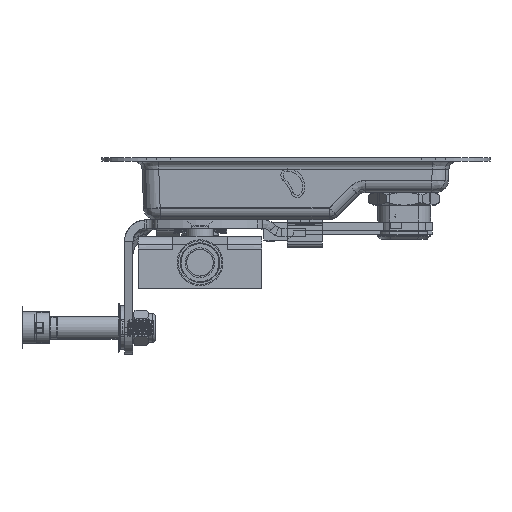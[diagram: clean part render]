
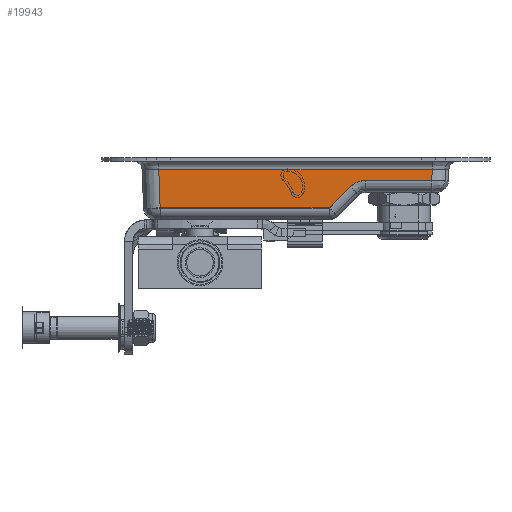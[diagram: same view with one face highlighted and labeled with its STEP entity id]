
A CAD part, left-side view. The second image highlights one B-rep face of the part: STEP entity #19943.
In plain terms, the highlighted planar face has unit normal (-0.999, 0, -0.035).
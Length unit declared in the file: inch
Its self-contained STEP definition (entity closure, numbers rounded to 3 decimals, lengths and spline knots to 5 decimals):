
#1014=ELLIPSE('',#21182,0.29818,0.298);
#1079=PLANE('',#21181);
#1608=FACE_OUTER_BOUND('',#2769,.T.);
#2769=EDGE_LOOP('',(#12786,#12787,#12788,#12789,#12790,#12791,#12792));
#4055=LINE('',#28461,#5575);
#4059=LINE('',#28470,#5579);
#4060=LINE('',#28474,#5580);
#4061=LINE('',#28476,#5581);
#4062=LINE('',#28478,#5582);
#4063=LINE('',#28481,#5583);
#5575=VECTOR('',#23110,0.3937);
#5579=VECTOR('',#23118,0.3937);
#5580=VECTOR('',#23123,0.3937);
#5581=VECTOR('',#23124,0.3937);
#5582=VECTOR('',#23125,0.3937);
#5583=VECTOR('',#23128,0.3937);
#7949=VERTEX_POINT('',#28344);
#7956=VERTEX_POINT('',#28457);
#7959=VERTEX_POINT('',#28469);
#7960=VERTEX_POINT('',#28473);
#7961=VERTEX_POINT('',#28475);
#7962=VERTEX_POINT('',#28477);
#7963=VERTEX_POINT('',#28479);
#9833=EDGE_CURVE('',#7949,#7956,#4055,.T.);
#9837=EDGE_CURVE('',#7956,#7959,#4059,.T.);
#9839=EDGE_CURVE('',#7960,#7949,#4060,.T.);
#9840=EDGE_CURVE('',#7961,#7960,#4061,.T.);
#9841=EDGE_CURVE('',#7962,#7961,#4062,.T.);
#9842=EDGE_CURVE('',#7963,#7962,#1014,.T.);
#9843=EDGE_CURVE('',#7959,#7963,#4063,.T.);
#12786=ORIENTED_EDGE('',*,*,#9833,.F.);
#12787=ORIENTED_EDGE('',*,*,#9839,.F.);
#12788=ORIENTED_EDGE('',*,*,#9840,.F.);
#12789=ORIENTED_EDGE('',*,*,#9841,.F.);
#12790=ORIENTED_EDGE('',*,*,#9842,.F.);
#12791=ORIENTED_EDGE('',*,*,#9843,.F.);
#12792=ORIENTED_EDGE('',*,*,#9837,.F.);
#19943=ADVANCED_FACE('',(#1608),#1079,.F.);
#21181=AXIS2_PLACEMENT_3D('',#28472,#23121,#23122);
#21182=AXIS2_PLACEMENT_3D('',#28480,#23126,#23127);
#23110=DIRECTION('',(0.,-1.,0.));
#23118=DIRECTION('',(0.035,0.035,-0.999));
#23121=DIRECTION('center_axis',(0.999,0.,
0.035));
#23122=DIRECTION('ref_axis',(0.035,0.,-0.999));
#23123=DIRECTION('',(-0.035,0.035,0.999));
#23124=DIRECTION('',(0.,1.,0.));
#23125=DIRECTION('',(0.025,0.707,-0.707));
#23126=DIRECTION('center_axis',(-0.999,0.,
-0.035));
#23127=DIRECTION('ref_axis',(-0.035,0.,0.999));
#23128=DIRECTION('',(0.,1.,0.));
#28344=CARTESIAN_POINT('',(-1.556,1.94434,-0.16844));
#28457=CARTESIAN_POINT('',(-1.556,-1.9308,-0.16844));
#28461=CARTESIAN_POINT('',(-1.556,0.03562,-0.16844));
#28469=CARTESIAN_POINT('',(-1.55054,-1.92533,-0.32484));
#28470=CARTESIAN_POINT('',(-1.54584,-1.92063,-0.45946));
#28472=CARTESIAN_POINT('Origin',(-1.54938,0.07124,-0.35808));
#28473=CARTESIAN_POINT('',(-1.53699,1.92533,-0.71284));
#28474=CARTESIAN_POINT('',(-1.55365,1.94199,-0.23573));
#28475=CARTESIAN_POINT('',(-1.53699,-0.46948,-0.71284));
#28476=CARTESIAN_POINT('',(-1.53699,1.09012,-0.71284));
#28477=CARTESIAN_POINT('',(-1.54749,-0.7702,-0.41212));
#28478=CARTESIAN_POINT('',(-1.53432,-0.3929,-0.78942));
#28479=CARTESIAN_POINT('',(-1.55054,-0.98092,-0.32484));
#28480=CARTESIAN_POINT('Origin',(-1.54013,-0.98092,-0.62284));
#28481=CARTESIAN_POINT('',(-1.55054,-0.41905,-0.32484));
